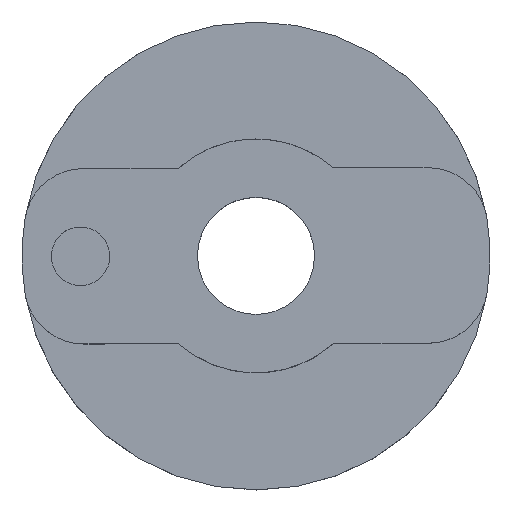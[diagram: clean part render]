
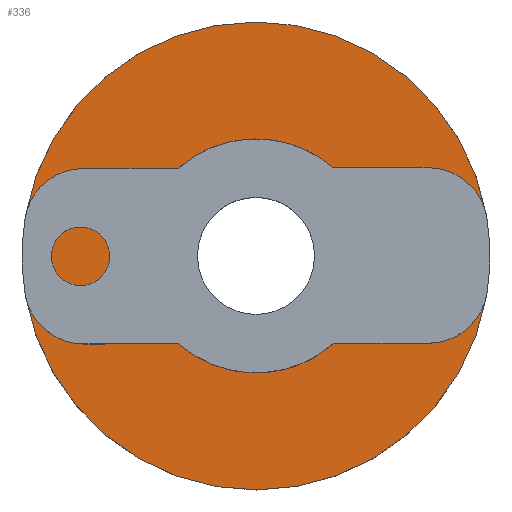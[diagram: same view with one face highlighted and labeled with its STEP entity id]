
A CAD part, top view. The second image highlights one B-rep face of the part: STEP entity #336.
In plain terms, the highlighted planar face has unit normal (0, 0, 1).
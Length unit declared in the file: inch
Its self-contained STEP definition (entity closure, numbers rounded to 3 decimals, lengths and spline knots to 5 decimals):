
#15=FACE_BOUND('',#50,.T.);
#20=PLANE('',#371);
#30=FACE_OUTER_BOUND('',#49,.T.);
#49=EDGE_LOOP('',(#231));
#50=EDGE_LOOP('',(#232,#233));
#122=CIRCLE('',#372,0.5);
#123=CIRCLE('',#373,0.25);
#124=CIRCLE('',#374,0.25);
#147=VERTEX_POINT('',#534);
#148=VERTEX_POINT('',#536);
#149=VERTEX_POINT('',#537);
#181=EDGE_CURVE('',#147,#147,#122,.T.);
#182=EDGE_CURVE('',#148,#149,#123,.T.);
#183=EDGE_CURVE('',#149,#148,#124,.T.);
#231=ORIENTED_EDGE('',*,*,#181,.F.);
#232=ORIENTED_EDGE('',*,*,#182,.F.);
#233=ORIENTED_EDGE('',*,*,#183,.F.);
#336=ADVANCED_FACE('',(#30,#15),#20,.F.);
#371=AXIS2_PLACEMENT_3D('',#533,#421,#422);
#372=AXIS2_PLACEMENT_3D('',#535,#423,#424);
#373=AXIS2_PLACEMENT_3D('',#538,#425,#426);
#374=AXIS2_PLACEMENT_3D('',#539,#427,#428);
#421=DIRECTION('center_axis',(0.,0.,
-1.));
#422=DIRECTION('ref_axis',(0.002,-1.,0.));
#423=DIRECTION('center_axis',(0.,0.,
-1.));
#424=DIRECTION('ref_axis',(0.002,-1.,0.));
#425=DIRECTION('center_axis',(0.,0.,
1.));
#426=DIRECTION('ref_axis',(0.002,-1.,0.));
#427=DIRECTION('center_axis',(0.,0.,
1.));
#428=DIRECTION('ref_axis',(0.002,-1.,0.));
#533=CARTESIAN_POINT('Origin',(1.53425,-3.49091,-0.19311));
#534=CARTESIAN_POINT('',(1.53316,-2.99092,-0.19311));
#535=CARTESIAN_POINT('Origin',(1.53425,-3.49091,-0.19311));
#536=CARTESIAN_POINT('',(1.53371,-3.24091,-0.19311));
#537=CARTESIAN_POINT('',(1.6992,-3.30305,-0.19311));
#538=CARTESIAN_POINT('Origin',(1.53425,-3.49091,-0.19311));
#539=CARTESIAN_POINT('Origin',(1.53425,-3.49091,-0.19311));
